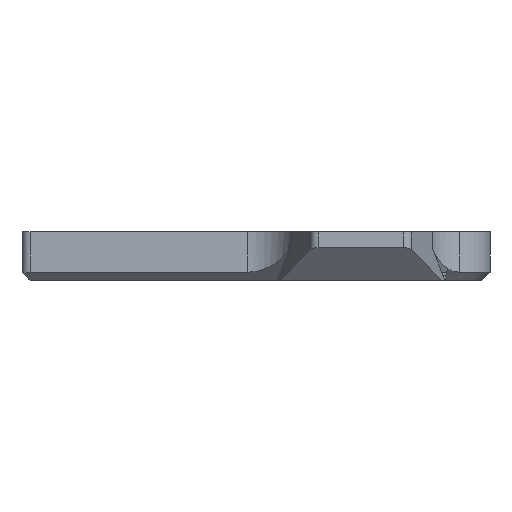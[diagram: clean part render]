
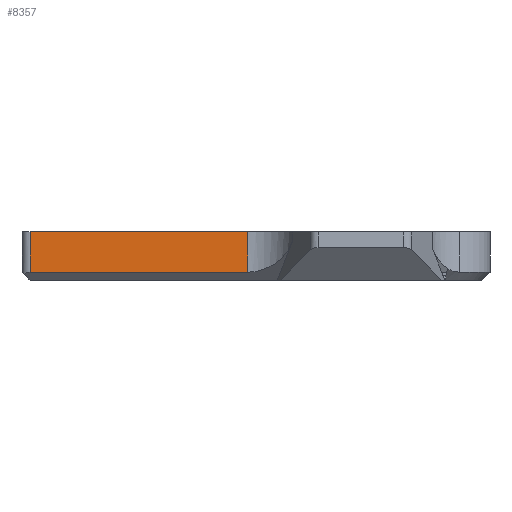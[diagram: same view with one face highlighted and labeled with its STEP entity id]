
A CAD part, left-side view. The second image highlights one B-rep face of the part: STEP entity #8357.
In plain terms, the highlighted planar face has unit normal (-1, 0, 0).
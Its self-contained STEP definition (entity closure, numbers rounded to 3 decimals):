
#2800 = PLANE('',#2801);
#2801 = AXIS2_PLACEMENT_3D('',#2802,#2803,#2804);
#2802 = CARTESIAN_POINT('',(-3.,3.,0.5));
#2803 = DIRECTION('',(-0.707,0.,
    -0.707));
#2804 = DIRECTION('',(0.,1.,0.));
#7082 = PLANE('',#7083);
#7083 = AXIS2_PLACEMENT_3D('',#7084,#7085,#7086);
#7084 = CARTESIAN_POINT('',(0.,3.,3.));
#7085 = DIRECTION('',(-0.,0.,-1.));
#7086 = DIRECTION('',(-1.,0.,0.));
#7459 = VERTEX_POINT('',#7460);
#7460 = CARTESIAN_POINT('',(-3.,28.521,3.));
#7479 = CYLINDRICAL_SURFACE('',#7480,0.5);
#7480 = AXIS2_PLACEMENT_3D('',#7481,#7482,#7483);
#7481 = CARTESIAN_POINT('',(-2.5,28.521,3.));
#7482 = DIRECTION('',(0.,0.,-1.));
#7483 = DIRECTION('',(-1.,0.,0.));
#7491 = EDGE_CURVE('',#7459,#7492,#7494,.T.);
#7492 = VERTEX_POINT('',#7493);
#7493 = CARTESIAN_POINT('',(-3.,15.031,3.));
#7494 = SURFACE_CURVE('',#7495,(#7499,#7506),.PCURVE_S1.);
#7495 = LINE('',#7496,#7497);
#7496 = CARTESIAN_POINT('',(-3.,3.,3.));
#7497 = VECTOR('',#7498,1.);
#7498 = DIRECTION('',(0.,-1.,-0.));
#7499 = PCURVE('',#7082,#7500);
#7500 = DEFINITIONAL_REPRESENTATION('',(#7501),#7505);
#7501 = LINE('',#7502,#7503);
#7502 = CARTESIAN_POINT('',(3.,0.));
#7503 = VECTOR('',#7504,1.);
#7504 = DIRECTION('',(0.,-1.));
#7505 = ( GEOMETRIC_REPRESENTATION_CONTEXT(2) 
PARAMETRIC_REPRESENTATION_CONTEXT() REPRESENTATION_CONTEXT('2D SPACE',''
  ) );
#7506 = PCURVE('',#7507,#7512);
#7507 = PLANE('',#7508);
#7508 = AXIS2_PLACEMENT_3D('',#7509,#7510,#7511);
#7509 = CARTESIAN_POINT('',(-3.,3.,3.));
#7510 = DIRECTION('',(1.,0.,-0.));
#7511 = DIRECTION('',(0.,1.,0.));
#7512 = DEFINITIONAL_REPRESENTATION('',(#7513),#7517);
#7513 = LINE('',#7514,#7515);
#7514 = CARTESIAN_POINT('',(0.,0.));
#7515 = VECTOR('',#7516,1.);
#7516 = DIRECTION('',(-1.,0.));
#7517 = ( GEOMETRIC_REPRESENTATION_CONTEXT(2) 
PARAMETRIC_REPRESENTATION_CONTEXT() REPRESENTATION_CONTEXT('2D SPACE',''
  ) );
#7536 = CYLINDRICAL_SURFACE('',#7537,3.);
#7537 = AXIS2_PLACEMENT_3D('',#7538,#7539,#7540);
#7538 = CARTESIAN_POINT('',(-6.,15.031,3.));
#7539 = DIRECTION('',(0.,0.,1.));
#7540 = DIRECTION('',(1.,0.,-0.));
#8357 = ADVANCED_FACE('',(#8358),#7507,.F.);
#8358 = FACE_BOUND('',#8359,.T.);
#8359 = EDGE_LOOP('',(#8360,#8361,#8384,#8407));
#8360 = ORIENTED_EDGE('',*,*,#7491,.F.);
#8361 = ORIENTED_EDGE('',*,*,#8362,.T.);
#8362 = EDGE_CURVE('',#7459,#8363,#8365,.T.);
#8363 = VERTEX_POINT('',#8364);
#8364 = CARTESIAN_POINT('',(-3.,28.521,0.5));
#8365 = SURFACE_CURVE('',#8366,(#8370,#8377),.PCURVE_S1.);
#8366 = LINE('',#8367,#8368);
#8367 = CARTESIAN_POINT('',(-3.,28.521,3.));
#8368 = VECTOR('',#8369,1.);
#8369 = DIRECTION('',(0.,0.,-1.));
#8370 = PCURVE('',#7507,#8371);
#8371 = DEFINITIONAL_REPRESENTATION('',(#8372),#8376);
#8372 = LINE('',#8373,#8374);
#8373 = CARTESIAN_POINT('',(25.521,0.));
#8374 = VECTOR('',#8375,1.);
#8375 = DIRECTION('',(0.,-1.));
#8376 = ( GEOMETRIC_REPRESENTATION_CONTEXT(2) 
PARAMETRIC_REPRESENTATION_CONTEXT() REPRESENTATION_CONTEXT('2D SPACE',''
  ) );
#8377 = PCURVE('',#7479,#8378);
#8378 = DEFINITIONAL_REPRESENTATION('',(#8379),#8383);
#8379 = LINE('',#8380,#8381);
#8380 = CARTESIAN_POINT('',(0.,0.));
#8381 = VECTOR('',#8382,1.);
#8382 = DIRECTION('',(0.,1.));
#8383 = ( GEOMETRIC_REPRESENTATION_CONTEXT(2) 
PARAMETRIC_REPRESENTATION_CONTEXT() REPRESENTATION_CONTEXT('2D SPACE',''
  ) );
#8384 = ORIENTED_EDGE('',*,*,#8385,.T.);
#8385 = EDGE_CURVE('',#8363,#8386,#8388,.T.);
#8386 = VERTEX_POINT('',#8387);
#8387 = CARTESIAN_POINT('',(-3.,15.031,0.5));
#8388 = SURFACE_CURVE('',#8389,(#8393,#8400),.PCURVE_S1.);
#8389 = LINE('',#8390,#8391);
#8390 = CARTESIAN_POINT('',(-3.,13.,0.5));
#8391 = VECTOR('',#8392,1.);
#8392 = DIRECTION('',(0.,-1.,0.));
#8393 = PCURVE('',#7507,#8394);
#8394 = DEFINITIONAL_REPRESENTATION('',(#8395),#8399);
#8395 = LINE('',#8396,#8397);
#8396 = CARTESIAN_POINT('',(10.,-2.5));
#8397 = VECTOR('',#8398,1.);
#8398 = DIRECTION('',(-1.,0.));
#8399 = ( GEOMETRIC_REPRESENTATION_CONTEXT(2) 
PARAMETRIC_REPRESENTATION_CONTEXT() REPRESENTATION_CONTEXT('2D SPACE',''
  ) );
#8400 = PCURVE('',#2800,#8401);
#8401 = DEFINITIONAL_REPRESENTATION('',(#8402),#8406);
#8402 = LINE('',#8403,#8404);
#8403 = CARTESIAN_POINT('',(10.,0.));
#8404 = VECTOR('',#8405,1.);
#8405 = DIRECTION('',(-1.,0.));
#8406 = ( GEOMETRIC_REPRESENTATION_CONTEXT(2) 
PARAMETRIC_REPRESENTATION_CONTEXT() REPRESENTATION_CONTEXT('2D SPACE',''
  ) );
#8407 = ORIENTED_EDGE('',*,*,#8408,.T.);
#8408 = EDGE_CURVE('',#8386,#7492,#8409,.T.);
#8409 = SURFACE_CURVE('',#8410,(#8414,#8421),.PCURVE_S1.);
#8410 = LINE('',#8411,#8412);
#8411 = CARTESIAN_POINT('',(-3.,15.031,3.));
#8412 = VECTOR('',#8413,1.);
#8413 = DIRECTION('',(-0.,-0.,1.));
#8414 = PCURVE('',#7507,#8415);
#8415 = DEFINITIONAL_REPRESENTATION('',(#8416),#8420);
#8416 = LINE('',#8417,#8418);
#8417 = CARTESIAN_POINT('',(12.031,0.));
#8418 = VECTOR('',#8419,1.);
#8419 = DIRECTION('',(0.,1.));
#8420 = ( GEOMETRIC_REPRESENTATION_CONTEXT(2) 
PARAMETRIC_REPRESENTATION_CONTEXT() REPRESENTATION_CONTEXT('2D SPACE',''
  ) );
#8421 = PCURVE('',#7536,#8422);
#8422 = DEFINITIONAL_REPRESENTATION('',(#8423),#8427);
#8423 = LINE('',#8424,#8425);
#8424 = CARTESIAN_POINT('',(6.283,0.));
#8425 = VECTOR('',#8426,1.);
#8426 = DIRECTION('',(0.,1.));
#8427 = ( GEOMETRIC_REPRESENTATION_CONTEXT(2) 
PARAMETRIC_REPRESENTATION_CONTEXT() REPRESENTATION_CONTEXT('2D SPACE',''
  ) );
